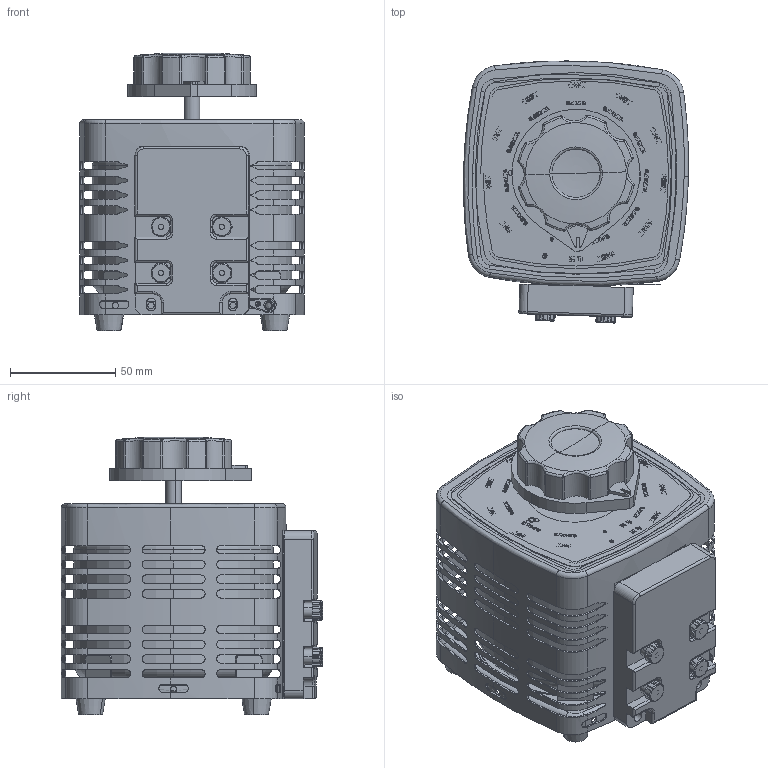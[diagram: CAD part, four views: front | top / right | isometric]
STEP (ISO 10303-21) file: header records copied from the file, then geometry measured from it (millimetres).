
FILE_DESCRIPTION (( 'STEP AP214' ), '1' );
FILE_NAME ('TDGC2-0.2KVA三维图-202509.STEP', '2025-09-06T05:01:47', ( 'China' ), ( 'Home' ), 'SwSTEP 2.0', 'SolidWorks 2020', '' );
FILE_SCHEMA (( 'AUTOMOTIVE_DESIGN' ));
Length unit declared in the file: millimetre
Products named in the file (14): TDGC2-0.2K菁攫2025; TDGC2-0.2K梓齪; TDGC2-0.2~0.5K砎々褐; TDGC2-0.5k忒謫; TDGC2-0.2K俋欶2025; 諉華え; 諉盄簽0.2k窪; TDGC2-0.2K諉盄碟; TDGC2-0.2K笢粣; 酴蹟譫0.5k; TDGC2-0.2KVA三维图-202509; 线圈TDGC2-0.2K; 諉盄簽0.2k綻; (HE)TDGC2-0.2K諉盄碟
Assembly tree (21 placements, depth 3):
  TDGC2-0.2KVA三维图-202509
    TDGC2-0.2K菁攫2025
    TDGC2-0.2K俋欶2025
    TDGC2-0.2K諉盄碟
      (HE)TDGC2-0.2K諉盄碟
      酴蹟譫0.5k  x4
    TDGC2-0.2~0.5K砎々褐  x4
    TDGC2-0.2K笢粣
    諉華え
    线圈TDGC2-0.2K
    TDGC2-0.5k忒謫
    諉盄簽0.2k窪  x2
    諉盄簽0.2k綻  x2
    TDGC2-0.2K梓齪
Bounding box: 107.11 x 124.67 x 132 mm (x, y, z)
Volume: 528245.2 mm3; surface area: 190503.8 mm2
Topology: 144 solids, 144 shells, 4150 faces, 11572 edges, 7657 vertices
Faces by surface type: plane 2255, cylinder 1184, bspline 536, torus 100, cone 59, sphere 16
Entity records: 162716 total; most frequent: CARTESIAN_POINT 61393, ORIENTED_EDGE 16234, DIRECTION 12999, EDGE_CURVE 8117, VERTEX_POINT 5361, VECTOR 4793, LINE 4793, AXIS2_PLACEMENT_3D 4103
